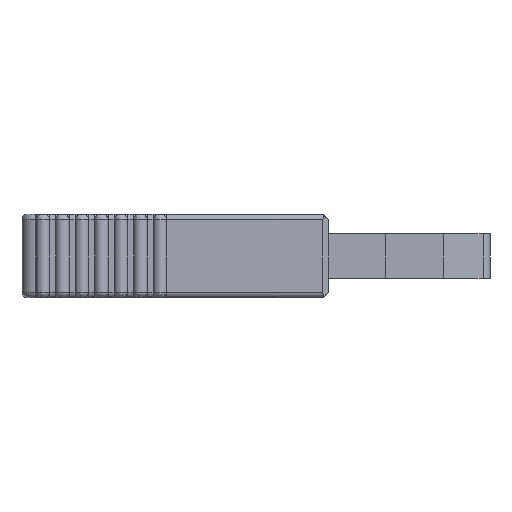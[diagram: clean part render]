
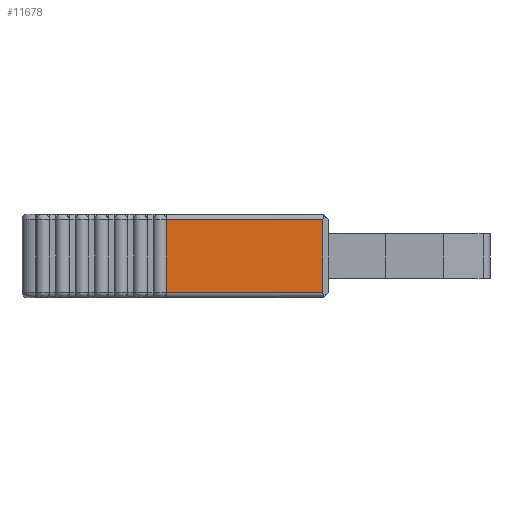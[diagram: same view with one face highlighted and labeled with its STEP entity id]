
A CAD part, left-side view. The second image highlights one B-rep face of the part: STEP entity #11678.
In plain terms, the highlighted planar face has unit normal (-1, 0, 0).
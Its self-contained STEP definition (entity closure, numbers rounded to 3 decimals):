
#1780=DIRECTION('',(0.,0.,-1.));
#1781=VECTOR('',#1780,2.6);
#1782=CARTESIAN_POINT('',(-1.1,-5.195,
1.3));
#1783=LINE('',#1782,#1781);
#1788=DIRECTION('',(0.,1.,0.));
#1789=VECTOR('',#1788,5.605);
#1790=CARTESIAN_POINT('',(-1.1,-10.8,1.3));
#1791=LINE('',#1790,#1789);
#3230=DIRECTION('',(0.,-1.,0.));
#3231=VECTOR('',#3230,5.605);
#3232=CARTESIAN_POINT('',(-1.1,-5.195,-1.3));
#3233=LINE('',#3232,#3231);
#3234=CARTESIAN_POINT('',(-1.1,-10.8,1.3));
#3246=CARTESIAN_POINT('',(-1.1,-10.8,-1.3));
#3248=DIRECTION('',(0.,0.,1.));
#3249=VECTOR('',#3248,2.6);
#3250=CARTESIAN_POINT('',(-1.1,-10.8,-1.3));
#3251=LINE('',#3250,#3249);
#7237=VERTEX_POINT('',#3234);
#7238=VERTEX_POINT('',#3246);
#7239=CARTESIAN_POINT('',(-1.1,-5.195,
1.3));
#7240=VERTEX_POINT('',#7239);
#7243=CARTESIAN_POINT('',(-1.1,-5.195,-1.3));
#7244=VERTEX_POINT('',#7243);
#11664=CARTESIAN_POINT('',(-1.1,0.,-1.5));
#11665=DIRECTION('',(-1.,0.,0.));
#11666=DIRECTION('',(0.,-1.,0.));
#11667=AXIS2_PLACEMENT_3D('',#11664,#11665,#11666);
#11668=PLANE('',#11667);
#11670=ORIENTED_EDGE('',*,*,#11669,.F.);
#11672=ORIENTED_EDGE('',*,*,#11671,.F.);
#11674=ORIENTED_EDGE('',*,*,#11673,.F.);
#11675=ORIENTED_EDGE('',*,*,#11654,.F.);
#11676=EDGE_LOOP('',(#11670,#11672,#11674,#11675));
#11677=FACE_OUTER_BOUND('',#11676,.F.);
#11678=ADVANCED_FACE('',(#11677),#11668,.T.);
#11654=EDGE_CURVE('',#7240,#7244,#1783,.T.);
#11669=EDGE_CURVE('',#7237,#7240,#1791,.T.);
#11671=EDGE_CURVE('',#7238,#7237,#3251,.T.);
#11673=EDGE_CURVE('',#7244,#7238,#3233,.T.);
